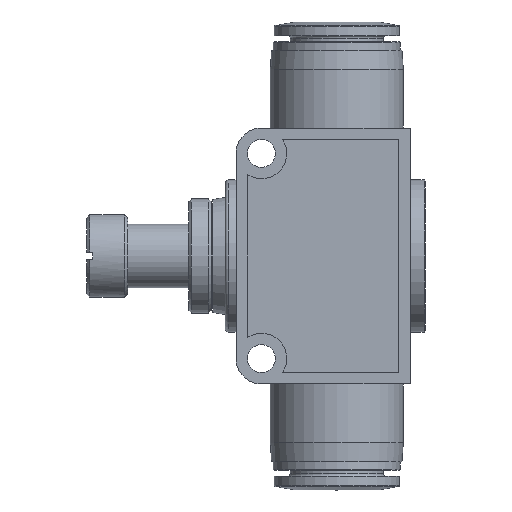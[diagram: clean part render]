
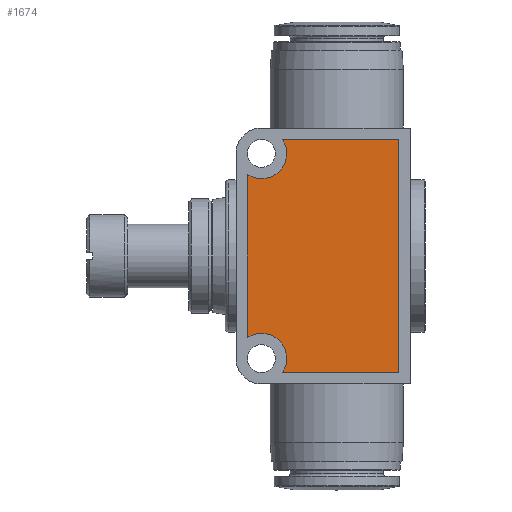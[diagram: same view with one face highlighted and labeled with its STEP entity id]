
A CAD part, left-side view. The second image highlights one B-rep face of the part: STEP entity #1674.
In plain terms, the highlighted planar face has unit normal (-1, 0, 0).
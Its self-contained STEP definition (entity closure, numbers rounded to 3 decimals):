
#94=LINE('',#2491,#144);
#97=LINE('',#2499,#147);
#99=LINE('',#2503,#149);
#100=LINE('',#2505,#150);
#144=VECTOR('',#2162,1000.);
#147=VECTOR('',#2171,1000.);
#149=VECTOR('',#2175,1000.);
#150=VECTOR('',#2178,1000.);
#184=PLANE('',#1831);
#418=ORIENTED_EDGE('',*,*,#557,.T.);
#419=ORIENTED_EDGE('',*,*,#560,.F.);
#420=ORIENTED_EDGE('',*,*,#562,.T.);
#421=ORIENTED_EDGE('',*,*,#564,.F.);
#422=ORIENTED_EDGE('',*,*,#566,.F.);
#423=ORIENTED_EDGE('',*,*,#567,.F.);
#557=EDGE_CURVE('',#667,#666,#742,.T.);
#560=EDGE_CURVE('',#668,#666,#94,.T.);
#562=EDGE_CURVE('',#668,#669,#743,.T.);
#564=EDGE_CURVE('',#670,#669,#97,.T.);
#566=EDGE_CURVE('',#671,#670,#99,.T.);
#567=EDGE_CURVE('',#667,#671,#100,.T.);
#666=VERTEX_POINT('',#2484);
#667=VERTEX_POINT('',#2486);
#668=VERTEX_POINT('',#2490);
#669=VERTEX_POINT('',#2494);
#670=VERTEX_POINT('',#2498);
#671=VERTEX_POINT('',#2502);
#742=CIRCLE('',#1824,4.);
#743=CIRCLE('',#1827,4.);
#876=EDGE_LOOP('',(#418,#419,#420,#421,#422,#423));
#1016=FACE_BOUND('',#876,.T.);
#1674=ADVANCED_FACE('',(#1016),#184,.F.);
#1824=AXIS2_PLACEMENT_3D('',#2485,#2156,#2157);
#1827=AXIS2_PLACEMENT_3D('',#2495,#2166,#2167);
#1831=AXIS2_PLACEMENT_3D('',#2506,#2179,#2180);
#2156=DIRECTION('',(1.,0.,0.));
#2157=DIRECTION('',(0.,0.,-1.));
#2162=DIRECTION('',(0.,0.,1.));
#2166=DIRECTION('',(1.,0.,0.));
#2167=DIRECTION('',(0.,0.,-1.));
#2171=DIRECTION('',(0.,1.,0.));
#2175=DIRECTION('',(0.,0.,-1.));
#2178=DIRECTION('',(0.,-1.,0.));
#2179=DIRECTION('',(1.,0.,0.));
#2180=DIRECTION('',(0.,0.,-1.));
#2484=CARTESIAN_POINT('',(-13.05,14.1,12.859));
#2485=CARTESIAN_POINT('',(-13.05,11.9,16.2));
#2486=CARTESIAN_POINT('',(-13.05,8.559,18.4));
#2490=CARTESIAN_POINT('',(-13.05,14.1,-12.859));
#2491=CARTESIAN_POINT('',(-13.05,14.1,-12.859));
#2494=CARTESIAN_POINT('',(-13.05,8.559,-18.4));
#2495=CARTESIAN_POINT('',(-13.05,11.9,-16.2));
#2498=CARTESIAN_POINT('',(-13.05,-9.8,-18.4));
#2499=CARTESIAN_POINT('',(-13.05,-9.8,-18.4));
#2502=CARTESIAN_POINT('',(-13.05,-9.8,18.4));
#2503=CARTESIAN_POINT('',(-13.05,-9.8,18.4));
#2505=CARTESIAN_POINT('',(-13.05,8.559,18.4));
#2506=CARTESIAN_POINT('',(-13.05,11.9,16.2));
